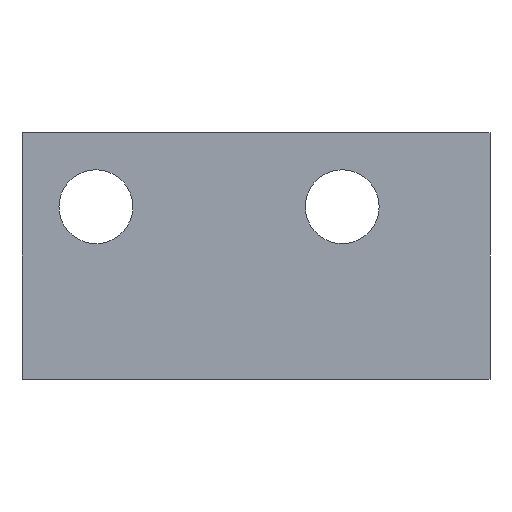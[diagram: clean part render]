
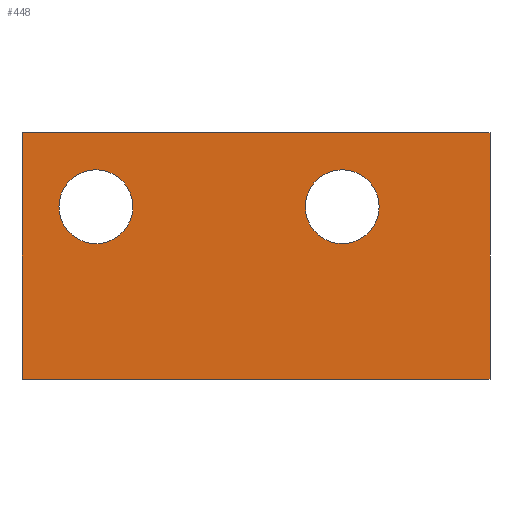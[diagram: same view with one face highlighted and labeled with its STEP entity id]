
A CAD part, front view. The second image highlights one B-rep face of the part: STEP entity #448.
In plain terms, the highlighted planar face has unit normal (0, -1, 0).
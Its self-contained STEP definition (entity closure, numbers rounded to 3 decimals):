
#3 = EDGE_CURVE ( 'NONE', #69, #490, #342, .T. ) ;
#7 = CARTESIAN_POINT ( 'NONE',  ( 0., 0., 0. ) ) ;
#8 = VERTEX_POINT ( 'NONE', #358 ) ;
#13 = VECTOR ( 'NONE', #21, 1000. ) ;
#21 = DIRECTION ( 'NONE',  ( 0., 0., 1. ) ) ;
#24 = CARTESIAN_POINT ( 'NONE',  ( -6., 0., 3. ) ) ;
#69 = VERTEX_POINT ( 'NONE', #420 ) ;
#83 = DIRECTION ( 'NONE',  ( 0., 1., 0. ) ) ;
#85 = CARTESIAN_POINT ( 'NONE',  ( 7., 0., 0. ) ) ;
#93 = DIRECTION ( 'NONE',  ( 1., 0., 0. ) ) ;
#115 = VERTEX_POINT ( 'NONE', #451 ) ;
#123 = FACE_OUTER_BOUND ( 'NONE', #256, .T. ) ;
#136 = EDGE_CURVE ( 'NONE', #423, #115, #319, .T. ) ;
#146 = EDGE_CURVE ( 'NONE', #8, #506, #664, .T. ) ;
#156 = CIRCLE ( 'NONE', #333, 1.5 ) ;
#160 = ORIENTED_EDGE ( 'NONE', *, *, #146, .F. ) ;
#175 = AXIS2_PLACEMENT_3D ( 'NONE', #529, #717, #484 ) ;
#192 = ORIENTED_EDGE ( 'NONE', *, *, #542, .T. ) ;
#205 = DIRECTION ( 'NONE',  ( 0., 0., 1. ) ) ;
#212 = CARTESIAN_POINT ( 'NONE',  ( -3., 0., 0. ) ) ;
#214 = ORIENTED_EDGE ( 'NONE', *, *, #534, .F. ) ;
#216 = LINE ( 'NONE', #442, #343 ) ;
#225 = EDGE_CURVE ( 'NONE', #506, #389, #509, .T. ) ;
#241 = FACE_BOUND ( 'NONE', #613, .T. ) ;
#245 = FACE_BOUND ( 'NONE', #359, .T. ) ;
#256 = EDGE_LOOP ( 'NONE', ( #743, #160, #192, #214 ) ) ;
#271 = DIRECTION ( 'NONE',  ( 0., 1., 0. ) ) ;
#278 = DIRECTION ( 'NONE',  ( 1., 0., 0. ) ) ;
#311 = VERTEX_POINT ( 'NONE', #578 ) ;
#317 = DIRECTION ( 'NONE',  ( 0., 0., 1. ) ) ;
#319 = CIRCLE ( 'NONE', #487, 1.5 ) ;
#328 = LINE ( 'NONE', #384, #589 ) ;
#333 = AXIS2_PLACEMENT_3D ( 'NONE', #212, #669, #205 ) ;
#342 = CIRCLE ( 'NONE', #175, 1.5 ) ;
#343 = VECTOR ( 'NONE', #675, 1000. ) ;
#350 = CARTESIAN_POINT ( 'NONE',  ( 7., 0., -1.5 ) ) ;
#358 = CARTESIAN_POINT ( 'NONE',  ( -6., 0., -7. ) ) ;
#359 = EDGE_LOOP ( 'NONE', ( #711, #532 ) ) ;
#369 = AXIS2_PLACEMENT_3D ( 'NONE', #556, #83, #734 ) ;
#384 = CARTESIAN_POINT ( 'NONE',  ( -6., 0., -7. ) ) ;
#389 = VERTEX_POINT ( 'NONE', #709 ) ;
#417 = PLANE ( 'NONE',  #455 ) ;
#420 = CARTESIAN_POINT ( 'NONE',  ( -3., 0., 1.5 ) ) ;
#423 = VERTEX_POINT ( 'NONE', #350 ) ;
#442 = CARTESIAN_POINT ( 'NONE',  ( 13., 0., 0. ) ) ;
#448 = ADVANCED_FACE ( 'NONE', ( #241, #245, #123 ), #417, .F. ) ;
#451 = CARTESIAN_POINT ( 'NONE',  ( 7., 0., 1.5 ) ) ;
#452 = ORIENTED_EDGE ( 'NONE', *, *, #603, .T. ) ;
#455 = AXIS2_PLACEMENT_3D ( 'NONE', #7, #599, #469 ) ;
#463 = ORIENTED_EDGE ( 'NONE', *, *, #136, .T. ) ;
#469 = DIRECTION ( 'NONE',  ( 0., 0., 1. ) ) ;
#484 = DIRECTION ( 'NONE',  ( 0., 0., 1. ) ) ;
#487 = AXIS2_PLACEMENT_3D ( 'NONE', #85, #271, #317 ) ;
#490 = VERTEX_POINT ( 'NONE', #590 ) ;
#506 = VERTEX_POINT ( 'NONE', #24 ) ;
#509 = LINE ( 'NONE', #638, #746 ) ;
#512 = EDGE_CURVE ( 'NONE', #490, #69, #156, .T. ) ;
#529 = CARTESIAN_POINT ( 'NONE',  ( -3., 0., 0. ) ) ;
#532 = ORIENTED_EDGE ( 'NONE', *, *, #3, .T. ) ;
#534 = EDGE_CURVE ( 'NONE', #389, #311, #216, .T. ) ;
#542 = EDGE_CURVE ( 'NONE', #8, #311, #328, .T. ) ;
#556 = CARTESIAN_POINT ( 'NONE',  ( 7., 0., 0. ) ) ;
#578 = CARTESIAN_POINT ( 'NONE',  ( 13., 0., -7. ) ) ;
#589 = VECTOR ( 'NONE', #93, 1000. ) ;
#590 = CARTESIAN_POINT ( 'NONE',  ( -3., 0., -1.5 ) ) ;
#599 = DIRECTION ( 'NONE',  ( 0., 1., 0. ) ) ;
#600 = CIRCLE ( 'NONE', #369, 1.5 ) ;
#603 = EDGE_CURVE ( 'NONE', #115, #423, #600, .T. ) ;
#613 = EDGE_LOOP ( 'NONE', ( #463, #452 ) ) ;
#638 = CARTESIAN_POINT ( 'NONE',  ( 0., 0., 3. ) ) ;
#664 = LINE ( 'NONE', #739, #13 ) ;
#669 = DIRECTION ( 'NONE',  ( 0., 1., 0. ) ) ;
#675 = DIRECTION ( 'NONE',  ( 0., 0., -1. ) ) ;
#709 = CARTESIAN_POINT ( 'NONE',  ( 13., 0., 3. ) ) ;
#711 = ORIENTED_EDGE ( 'NONE', *, *, #512, .T. ) ;
#717 = DIRECTION ( 'NONE',  ( 0., 1., 0. ) ) ;
#734 = DIRECTION ( 'NONE',  ( 0., 0., 1. ) ) ;
#739 = CARTESIAN_POINT ( 'NONE',  ( -6., 0., 0. ) ) ;
#743 = ORIENTED_EDGE ( 'NONE', *, *, #225, .F. ) ;
#746 = VECTOR ( 'NONE', #278, 1000. ) ;
